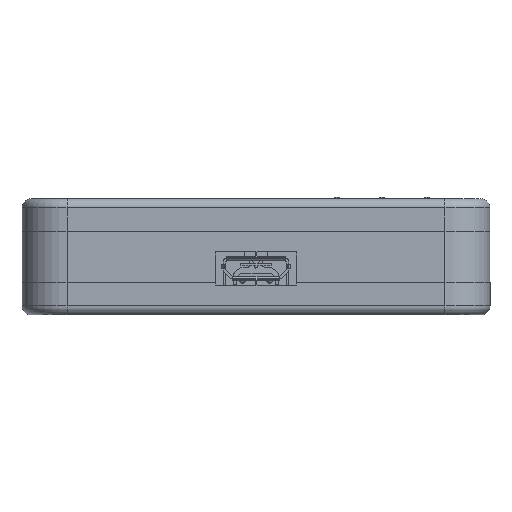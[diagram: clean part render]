
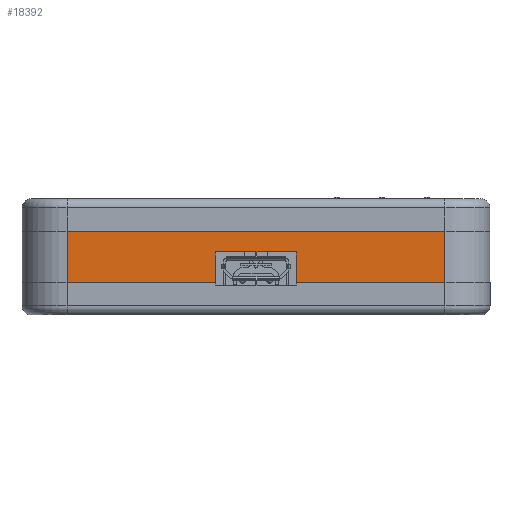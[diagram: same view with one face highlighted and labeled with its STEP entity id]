
A CAD part, left-side view. The second image highlights one B-rep face of the part: STEP entity #18392.
In plain terms, the highlighted planar face has unit normal (-1, 0, 0).
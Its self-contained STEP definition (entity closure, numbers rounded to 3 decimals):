
#1537=FACE_OUTER_BOUND('',#2593,.T.);
#2593=EDGE_LOOP('',(#12492,#12493,#12494,#12495,#12496,#12497,#12498,#12499));
#3734=LINE('',#26424,#5697);
#3743=LINE('',#26454,#5706);
#3754=LINE('',#26513,#5717);
#3759=LINE('',#26522,#5722);
#3761=LINE('',#26525,#5724);
#3762=LINE('',#26528,#5725);
#3763=LINE('',#26529,#5726);
#3764=LINE('',#26530,#5727);
#5697=VECTOR('',#21352,10.);
#5706=VECTOR('',#21377,10.);
#5717=VECTOR('',#21442,10.);
#5722=VECTOR('',#21449,10.);
#5724=VECTOR('',#21453,10.);
#5725=VECTOR('',#21456,10.);
#5726=VECTOR('',#21457,10.);
#5727=VECTOR('',#21458,10.);
#7659=VERTEX_POINT('',#26421);
#7660=VERTEX_POINT('',#26423);
#7672=VERTEX_POINT('',#26451);
#7673=VERTEX_POINT('',#26453);
#7692=VERTEX_POINT('',#26509);
#7694=VERTEX_POINT('',#26512);
#7697=VERTEX_POINT('',#26520);
#7698=VERTEX_POINT('',#26527);
#9506=EDGE_CURVE('',#7659,#7660,#3734,.T.);
#9521=EDGE_CURVE('',#7673,#7672,#3743,.T.);
#9550=EDGE_CURVE('',#7694,#7692,#3754,.T.);
#9555=EDGE_CURVE('',#7672,#7697,#3759,.T.);
#9557=EDGE_CURVE('',#7697,#7694,#3761,.T.);
#9558=EDGE_CURVE('',#7692,#7698,#3762,.T.);
#9559=EDGE_CURVE('',#7660,#7698,#3763,.T.);
#9560=EDGE_CURVE('',#7673,#7659,#3764,.T.);
#12492=ORIENTED_EDGE('',*,*,#9555,.T.);
#12493=ORIENTED_EDGE('',*,*,#9557,.T.);
#12494=ORIENTED_EDGE('',*,*,#9550,.T.);
#12495=ORIENTED_EDGE('',*,*,#9558,.T.);
#12496=ORIENTED_EDGE('',*,*,#9559,.F.);
#12497=ORIENTED_EDGE('',*,*,#9506,.F.);
#12498=ORIENTED_EDGE('',*,*,#9560,.F.);
#12499=ORIENTED_EDGE('',*,*,#9521,.T.);
#17751=PLANE('',#19652);
#18392=ADVANCED_FACE('',(#1537),#17751,.T.);
#19652=AXIS2_PLACEMENT_3D('',#26526,#21454,#21455);
#21352=DIRECTION('',(0.,-1.,0.));
#21377=DIRECTION('',(0.,-1.,0.));
#21442=DIRECTION('',(0.,0.,-1.));
#21449=DIRECTION('',(0.,0.,1.));
#21453=DIRECTION('',(0.,-1.,0.));
#21454=DIRECTION('center_axis',(-1.,0.,0.));
#21455=DIRECTION('ref_axis',(0.,-1.,0.));
#21456=DIRECTION('',(0.,-1.,0.));
#21457=DIRECTION('',(0.,0.,-1.));
#21458=DIRECTION('',(0.,0.,1.));
#26421=CARTESIAN_POINT('',(0.,47.,5.7));
#26423=CARTESIAN_POINT('',(0.,5.,5.7));
#26424=CARTESIAN_POINT('',(0.,52.,5.7));
#26451=CARTESIAN_POINT('',(0.,30.5,0.));
#26453=CARTESIAN_POINT('',(0.,47.,0.));
#26454=CARTESIAN_POINT('',(0.,52.,0.));
#26509=CARTESIAN_POINT('',(0.,21.5,0.));
#26512=CARTESIAN_POINT('',(0.,21.5,3.4));
#26513=CARTESIAN_POINT('',(0.,21.5,0.));
#26520=CARTESIAN_POINT('',(0.,30.5,3.4));
#26522=CARTESIAN_POINT('',(0.,30.5,0.));
#26525=CARTESIAN_POINT('',(0.,23.75,3.4));
#26526=CARTESIAN_POINT('Origin',(0.,21.5,0.));
#26527=CARTESIAN_POINT('',(0.,5.,0.));
#26528=CARTESIAN_POINT('',(0.,52.,0.));
#26529=CARTESIAN_POINT('',(0.,5.,0.));
#26530=CARTESIAN_POINT('',(0.,47.,0.));
